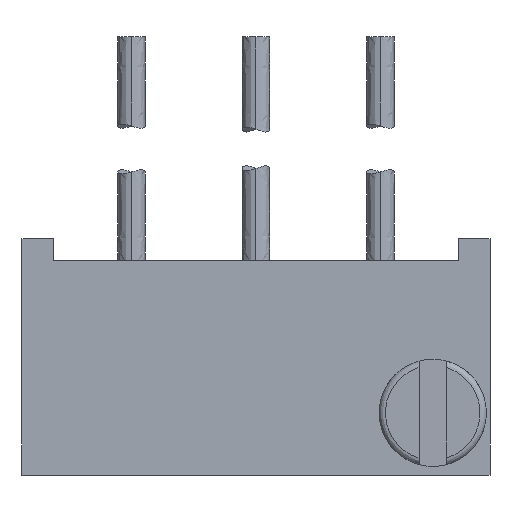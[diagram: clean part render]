
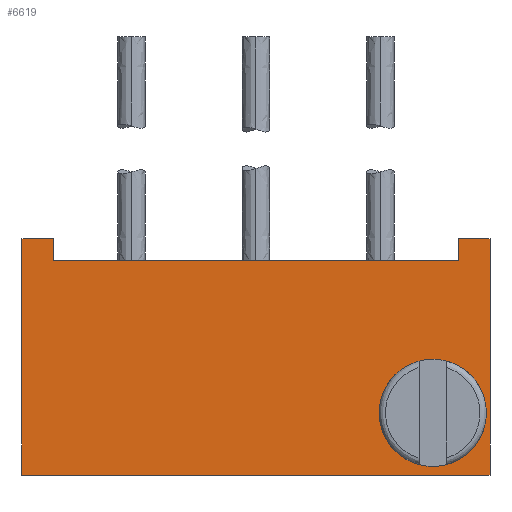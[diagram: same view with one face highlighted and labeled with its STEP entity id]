
A CAD part, left-side view. The second image highlights one B-rep face of the part: STEP entity #6619.
In plain terms, the highlighted free-form (B-spline) face has degree [1, 1] with [2, 2] control points.
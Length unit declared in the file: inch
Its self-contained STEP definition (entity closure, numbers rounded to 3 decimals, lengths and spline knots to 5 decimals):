
#1475=DIRECTION('',(0.,1.,0.));
#1476=VECTOR('',#1475,0.326);
#1477=CARTESIAN_POINT('',(0.188,-0.163,0.172));
#1478=LINE('',#1477,#1476);
#1781=DIRECTION('',(0.,0.,1.));
#1782=VECTOR('',#1781,0.018);
#1783=CARTESIAN_POINT('',(0.188,-0.163,0.172));
#1784=LINE('',#1783,#1782);
#1788=DIRECTION('',(0.,0.,-1.));
#1789=VECTOR('',#1788,0.19);
#1790=CARTESIAN_POINT('',(0.188,0.188,0.19));
#1791=LINE('',#1790,#1789);
#1795=DIRECTION('',(0.,0.,1.));
#1796=VECTOR('',#1795,0.19);
#1797=CARTESIAN_POINT('',(0.188,-0.188,0.));
#1798=LINE('',#1797,#1796);
#1802=CARTESIAN_POINT('',(0.188,0.142,0.05));
#1803=DIRECTION('',(1.,0.,0.));
#1804=DIRECTION('',(0.,0.,-1.));
#1805=AXIS2_PLACEMENT_3D('',#1802,#1803,#1804);
#1810=CARTESIAN_POINT('',(0.188,0.142,0.05));
#1811=DIRECTION('',(1.,0.,0.));
#1812=DIRECTION('',(0.,0.,1.));
#1813=AXIS2_PLACEMENT_3D('',#1810,#1811,#1812);
#1818=DIRECTION('',(0.,0.,1.));
#1819=VECTOR('',#1818,0.018);
#1820=CARTESIAN_POINT('',(0.188,0.163,0.172));
#1821=LINE('',#1820,#1819);
#1860=DIRECTION('',(0.,-1.,0.));
#1861=VECTOR('',#1860,0.025);
#1862=CARTESIAN_POINT('',(0.188,0.188,0.19));
#1863=LINE('',#1862,#1861);
#1930=DIRECTION('',(0.,1.,0.));
#1931=VECTOR('',#1930,0.376);
#1932=CARTESIAN_POINT('',(0.188,-0.188,0.));
#1933=LINE('',#1932,#1931);
#1979=DIRECTION('',(0.,1.,0.));
#1980=VECTOR('',#1979,0.025);
#1981=CARTESIAN_POINT('',(0.188,-0.188,0.19));
#1982=LINE('',#1981,#1980);
#4310=CARTESIAN_POINT('',(0.188,0.188,0.));
#4312=VERTEX_POINT('',#4310);
#4315=CARTESIAN_POINT('',(0.188,-0.188,0.));
#4317=VERTEX_POINT('',#4315);
#4708=CARTESIAN_POINT('',(0.188,-0.188,0.19));
#4709=VERTEX_POINT('',#4708);
#4710=CARTESIAN_POINT('',(0.188,-0.163,0.19));
#4711=VERTEX_POINT('',#4710);
#4716=CARTESIAN_POINT('',(0.188,-0.163,0.172));
#4717=VERTEX_POINT('',#4716);
#4722=CARTESIAN_POINT('',(0.188,0.188,0.19));
#4723=VERTEX_POINT('',#4722);
#4724=CARTESIAN_POINT('',(0.188,0.163,0.19));
#4725=VERTEX_POINT('',#4724);
#4730=CARTESIAN_POINT('',(0.188,0.163,0.172));
#4731=VERTEX_POINT('',#4730);
#5002=CARTESIAN_POINT('',(0.188,0.142,0.012));
#5003=CARTESIAN_POINT('',(0.188,0.142,0.088));
#5004=VERTEX_POINT('',#5002);
#5005=VERTEX_POINT('',#5003);
#6593=CARTESIAN_POINT('',(0.188,-0.19552,-0.0038));
#6594=CARTESIAN_POINT('',(0.188,-0.19552,0.1938));
#6595=CARTESIAN_POINT('',(0.188,0.19552,-0.0038));
#6596=CARTESIAN_POINT('',(0.188,0.19552,0.1938));
#6597=B_SPLINE_SURFACE_WITH_KNOTS('',1,1,((#6593,#6594),(#6595,#6596)),
.UNSPECIFIED.,.F.,.F.,.F.,(2,2),(2,2),(-0.00752,0.38352),(-0.0038,0.1938),
.UNSPECIFIED.);
#6598=ORIENTED_EDGE('',*,*,#6300,.T.);
#6600=ORIENTED_EDGE('',*,*,#6599,.T.);
#6602=ORIENTED_EDGE('',*,*,#6601,.F.);
#6604=ORIENTED_EDGE('',*,*,#6603,.T.);
#6606=ORIENTED_EDGE('',*,*,#6605,.F.);
#6607=ORIENTED_EDGE('',*,*,#6554,.T.);
#6609=ORIENTED_EDGE('',*,*,#6608,.T.);
#6610=ORIENTED_EDGE('',*,*,#6585,.F.);
#6611=EDGE_LOOP('',(#6598,#6600,#6602,#6604,#6606,#6607,#6609,#6610));
#6612=FACE_OUTER_BOUND('',#6611,.F.);
#6614=ORIENTED_EDGE('',*,*,#6613,.T.);
#6616=ORIENTED_EDGE('',*,*,#6615,.T.);
#6617=EDGE_LOOP('',(#6614,#6616));
#6618=FACE_BOUND('',#6617,.F.);
#6619=ADVANCED_FACE('',(#6612,#6618),#6597,.T.);
#1806=CIRCLE('',#1805,0.038);
#1814=CIRCLE('',#1813,0.038);
#6300=EDGE_CURVE('',#4717,#4731,#1478,.T.);
#6554=EDGE_CURVE('',#4317,#4709,#1798,.T.);
#6585=EDGE_CURVE('',#4717,#4711,#1784,.T.);
#6599=EDGE_CURVE('',#4731,#4725,#1821,.T.);
#6601=EDGE_CURVE('',#4723,#4725,#1863,.T.);
#6603=EDGE_CURVE('',#4723,#4312,#1791,.T.);
#6605=EDGE_CURVE('',#4317,#4312,#1933,.T.);
#6608=EDGE_CURVE('',#4709,#4711,#1982,.T.);
#6613=EDGE_CURVE('',#5004,#5005,#1806,.T.);
#6615=EDGE_CURVE('',#5005,#5004,#1814,.T.);
